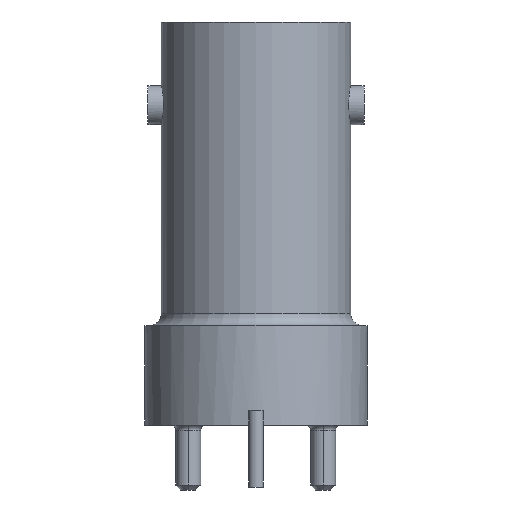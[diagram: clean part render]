
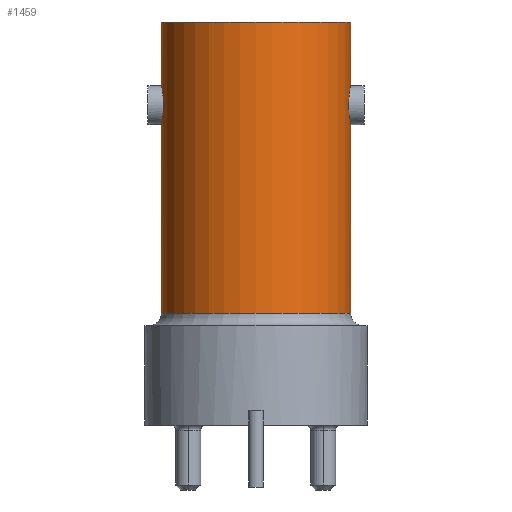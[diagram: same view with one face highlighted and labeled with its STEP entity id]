
A CAD part, left-side view. The second image highlights one B-rep face of the part: STEP entity #1459.
In plain terms, the highlighted cylindrical face has radius 4.826 mm (diameter 9.652 mm), a partial arc.
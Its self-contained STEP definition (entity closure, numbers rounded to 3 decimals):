
#135=CARTESIAN_POINT('',(0.,0.,0.));
#136=DIRECTION('',(0.,0.,1.));
#137=DIRECTION('',(0.,1.,0.));
#138=AXIS2_PLACEMENT_3D('',#135,#136,#137);
#145=CARTESIAN_POINT('',(0.,0.,-14.859));
#146=DIRECTION('',(0.,0.,-1.));
#147=DIRECTION('',(0.,-1.,0.));
#148=AXIS2_PLACEMENT_3D('',#145,#146,#147);
#150=CARTESIAN_POINT('',(0.,4.826,-5.232));
#151=CARTESIAN_POINT('',(-0.047,4.826,-5.232));
#152=CARTESIAN_POINT('',(-0.14,4.825,
-5.226));
#153=CARTESIAN_POINT('',(-0.279,4.819,
-5.196));
#154=CARTESIAN_POINT('',(-0.411,4.809,
-5.147));
#155=CARTESIAN_POINT('',(-0.536,4.797,
-5.079));
#156=CARTESIAN_POINT('',(-0.65,4.782,
-4.994));
#157=CARTESIAN_POINT('',(-0.752,4.767,
-4.892));
#158=CARTESIAN_POINT('',(-0.837,4.753,
-4.778));
#159=CARTESIAN_POINT('',(-0.905,4.74,
-4.653));
#160=CARTESIAN_POINT('',(-0.954,4.731,
-4.52));
#161=CARTESIAN_POINT('',(-0.984,4.725,
-4.382));
#162=CARTESIAN_POINT('',(-0.994,4.723,
-4.242));
#163=CARTESIAN_POINT('',(-0.984,4.725,
-4.102));
#164=CARTESIAN_POINT('',(-0.954,4.731,
-3.963));
#165=CARTESIAN_POINT('',(-0.905,4.74,
-3.831));
#166=CARTESIAN_POINT('',(-0.837,4.753,
-3.705));
#167=CARTESIAN_POINT('',(-0.752,4.767,
-3.592));
#168=CARTESIAN_POINT('',(-0.65,4.782,
-3.49));
#169=CARTESIAN_POINT('',(-0.536,4.797,
-3.405));
#170=CARTESIAN_POINT('',(-0.411,4.809,
-3.337));
#171=CARTESIAN_POINT('',(-0.279,4.819,
-3.288));
#172=CARTESIAN_POINT('',(-0.14,4.825,
-3.258));
#173=CARTESIAN_POINT('',(-0.047,4.826,-3.251));
#174=CARTESIAN_POINT('',(0.,4.826,-3.251));
#176=CARTESIAN_POINT('',(0.,-4.826,-3.251));
#177=CARTESIAN_POINT('',(-0.047,-4.826,-3.251));
#178=CARTESIAN_POINT('',(-0.14,-4.825,
-3.258));
#179=CARTESIAN_POINT('',(-0.279,-4.819,
-3.288));
#180=CARTESIAN_POINT('',(-0.411,-4.809,
-3.337));
#181=CARTESIAN_POINT('',(-0.536,-4.797,
-3.405));
#182=CARTESIAN_POINT('',(-0.65,-4.782,
-3.49));
#183=CARTESIAN_POINT('',(-0.752,-4.767,
-3.592));
#184=CARTESIAN_POINT('',(-0.837,-4.753,
-3.705));
#185=CARTESIAN_POINT('',(-0.905,-4.74,
-3.831));
#186=CARTESIAN_POINT('',(-0.954,-4.731,
-3.963));
#187=CARTESIAN_POINT('',(-0.984,-4.725,
-4.102));
#188=CARTESIAN_POINT('',(-0.994,-4.723,
-4.242));
#189=CARTESIAN_POINT('',(-0.984,-4.725,
-4.382));
#190=CARTESIAN_POINT('',(-0.954,-4.731,
-4.52));
#191=CARTESIAN_POINT('',(-0.905,-4.74,
-4.653));
#192=CARTESIAN_POINT('',(-0.837,-4.753,
-4.778));
#193=CARTESIAN_POINT('',(-0.752,-4.767,
-4.892));
#194=CARTESIAN_POINT('',(-0.65,-4.782,
-4.994));
#195=CARTESIAN_POINT('',(-0.536,-4.797,
-5.079));
#196=CARTESIAN_POINT('',(-0.411,-4.809,
-5.147));
#197=CARTESIAN_POINT('',(-0.279,-4.819,
-5.196));
#198=CARTESIAN_POINT('',(-0.14,-4.825,
-5.226));
#199=CARTESIAN_POINT('',(-0.047,-4.826,-5.232));
#200=CARTESIAN_POINT('',(0.,-4.826,-5.232));
#217=DIRECTION('',(0.,0.,1.));
#218=VECTOR('',#217,9.627);
#219=CARTESIAN_POINT('',(0.,-4.826,-14.859));
#220=LINE('',#219,#218);
#247=DIRECTION('',(0.,0.,1.));
#248=VECTOR('',#247,3.251);
#249=CARTESIAN_POINT('',(0.,-4.826,-3.251));
#250=LINE('',#249,#248);
#251=DIRECTION('',(0.,0.,1.));
#252=VECTOR('',#251,3.251);
#253=CARTESIAN_POINT('',(0.,4.826,-3.251));
#254=LINE('',#253,#252);
#281=DIRECTION('',(0.,0.,1.));
#282=VECTOR('',#281,9.627);
#283=CARTESIAN_POINT('',(0.,4.826,-14.859));
#284=LINE('',#283,#282);
#1183=CARTESIAN_POINT('',(0.,4.826,0.));
#1184=CARTESIAN_POINT('',(0.,-4.826,0.));
#1185=VERTEX_POINT('',#1183);
#1186=VERTEX_POINT('',#1184);
#1275=VERTEX_POINT('',#150);
#1276=VERTEX_POINT('',#174);
#1277=VERTEX_POINT('',#176);
#1278=VERTEX_POINT('',#200);
#1359=CARTESIAN_POINT('',(0.,-4.826,-14.859));
#1360=CARTESIAN_POINT('',(0.,4.826,-14.859));
#1361=VERTEX_POINT('',#1359);
#1362=VERTEX_POINT('',#1360);
#1437=CARTESIAN_POINT('',(0.,0.,-25.07));
#1438=DIRECTION('',(0.,0.,1.));
#1439=DIRECTION('',(0.,1.,0.));
#1440=AXIS2_PLACEMENT_3D('',#1437,#1438,#1439);
#1441=CYLINDRICAL_SURFACE('',#1440,4.826);
#1443=ORIENTED_EDGE('',*,*,#1442,.T.);
#1445=ORIENTED_EDGE('',*,*,#1444,.T.);
#1447=ORIENTED_EDGE('',*,*,#1446,.T.);
#1449=ORIENTED_EDGE('',*,*,#1448,.T.);
#1450=ORIENTED_EDGE('',*,*,#1424,.T.);
#1452=ORIENTED_EDGE('',*,*,#1451,.F.);
#1454=ORIENTED_EDGE('',*,*,#1453,.T.);
#1456=ORIENTED_EDGE('',*,*,#1455,.F.);
#1457=EDGE_LOOP('',(#1443,#1445,#1447,#1449,#1450,#1452,#1454,#1456));
#1458=FACE_OUTER_BOUND('',#1457,.F.);
#139=CIRCLE('',#138,4.826);
#149=CIRCLE('',#148,4.826);
#175=B_SPLINE_CURVE_WITH_KNOTS('',3,(#150,#151,#152,#153,#154,#155,#156,#157,
#158,#159,#160,#161,#162,#163,#164,#165,#166,#167,#168,#169,#170,#171,#172,#173,
#174),.UNSPECIFIED.,.F.,.F.,(4,1,1,1,1,1,1,1,1,1,1,1,1,1,1,1,1,1,1,1,1,1,4),(
0.,0.045,0.091,0.136,0.182,
0.227,0.273,0.318,0.364,
0.409,0.455,0.5,0.545,0.591,
0.636,0.682,0.727,0.773,
0.818,0.864,0.909,0.955,1.),
.UNSPECIFIED.);
#201=B_SPLINE_CURVE_WITH_KNOTS('',3,(#176,#177,#178,#179,#180,#181,#182,#183,
#184,#185,#186,#187,#188,#189,#190,#191,#192,#193,#194,#195,#196,#197,#198,#199,
#200),.UNSPECIFIED.,.F.,.F.,(4,1,1,1,1,1,1,1,1,1,1,1,1,1,1,1,1,1,1,1,1,1,4),(
0.,0.045,0.091,0.136,0.182,
0.227,0.273,0.318,0.364,
0.409,0.455,0.5,0.545,0.591,
0.636,0.682,0.727,0.773,
0.818,0.864,0.909,0.955,1.),
.UNSPECIFIED.);
#1424=EDGE_CURVE('',#1185,#1186,#139,.T.);
#1442=EDGE_CURVE('',#1361,#1362,#149,.T.);
#1444=EDGE_CURVE('',#1362,#1275,#284,.T.);
#1446=EDGE_CURVE('',#1275,#1276,#175,.T.);
#1448=EDGE_CURVE('',#1276,#1185,#254,.T.);
#1451=EDGE_CURVE('',#1277,#1186,#250,.T.);
#1453=EDGE_CURVE('',#1277,#1278,#201,.T.);
#1455=EDGE_CURVE('',#1361,#1278,#220,.T.);
#1459=ADVANCED_FACE('',(#1458),#1441,.T.);
